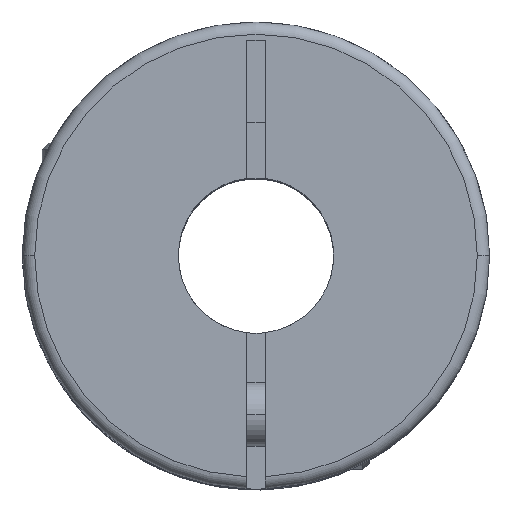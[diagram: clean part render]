
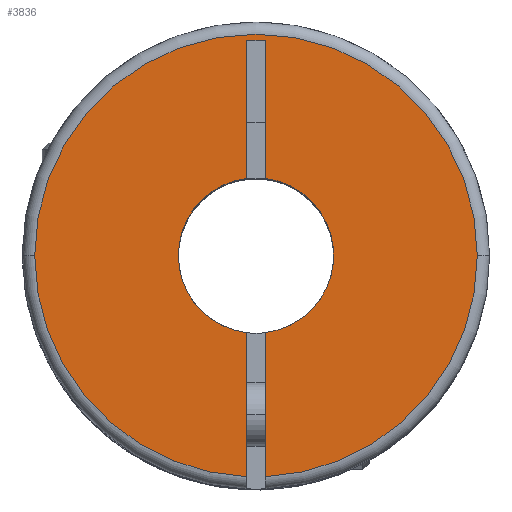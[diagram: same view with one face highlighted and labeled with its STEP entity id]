
A CAD part, top view. The second image highlights one B-rep face of the part: STEP entity #3836.
In plain terms, the highlighted planar face has unit normal (0, 0, 1).
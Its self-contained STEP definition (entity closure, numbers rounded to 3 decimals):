
#16 = ORIENTED_EDGE ( 'NONE', *, *, #1042, .F. ) ;
#30 = CARTESIAN_POINT ( 'NONE',  ( 0., 0., 0. ) ) ;
#127 = CIRCLE ( 'NONE', #3994, 9.05 ) ;
#150 = ORIENTED_EDGE ( 'NONE', *, *, #4146, .F. ) ;
#164 = ORIENTED_EDGE ( 'NONE', *, *, #822, .F. ) ;
#194 = LINE ( 'NONE', #4230, #204 ) ;
#204 = VECTOR ( 'NONE', #2581, 1000. ) ;
#223 = VERTEX_POINT ( 'NONE', #3354 ) ;
#267 = VECTOR ( 'NONE', #3770, 1000. ) ;
#272 = EDGE_CURVE ( 'NONE', #717, #223, #3305, .T. ) ;
#317 = CARTESIAN_POINT ( 'NONE',  ( 0., 0., 0. ) ) ;
#340 = DIRECTION ( 'NONE',  ( -1., 0., 0. ) ) ;
#402 = VERTEX_POINT ( 'NONE', #1417 ) ;
#595 = CARTESIAN_POINT ( 'NONE',  ( 0., 0., 0. ) ) ;
#603 = CARTESIAN_POINT ( 'NONE',  ( 0.375, -9.55, 0. ) ) ;
#656 = VERTEX_POINT ( 'NONE', #2343 ) ;
#676 = VECTOR ( 'NONE', #1281, 1000. ) ;
#716 = DIRECTION ( 'NONE',  ( 0., 0., -1. ) ) ;
#717 = VERTEX_POINT ( 'NONE', #4110 ) ;
#803 = CARTESIAN_POINT ( 'NONE',  ( 0., 0., 0. ) ) ;
#810 = DIRECTION ( 'NONE',  ( -1., 0., 0. ) ) ;
#818 = CARTESIAN_POINT ( 'NONE',  ( -0.375, -9.042, 0. ) ) ;
#822 = EDGE_CURVE ( 'NONE', #2263, #1777, #127, .T. ) ;
#905 = VECTOR ( 'NONE', #1691, 1000. ) ;
#980 = LINE ( 'NONE', #3660, #1305 ) ;
#1030 = ORIENTED_EDGE ( 'NONE', *, *, #2490, .T. ) ;
#1042 = EDGE_CURVE ( 'NONE', #2460, #2326, #980, .T. ) ;
#1226 = EDGE_CURVE ( 'NONE', #1777, #656, #2176, .T. ) ;
#1281 = DIRECTION ( 'NONE',  ( 0., 1., 0. ) ) ;
#1305 = VECTOR ( 'NONE', #2672, 1000. ) ;
#1328 = ORIENTED_EDGE ( 'NONE', *, *, #1226, .F. ) ;
#1381 = CARTESIAN_POINT ( 'NONE',  ( -0.375, 8.8, 0. ) ) ;
#1394 = EDGE_CURVE ( 'NONE', #656, #402, #3346, .T. ) ;
#1417 = CARTESIAN_POINT ( 'NONE',  ( 0.375, -9.042, 0. ) ) ;
#1509 = VERTEX_POINT ( 'NONE', #3512 ) ;
#1559 = CARTESIAN_POINT ( 'NONE',  ( 0.375, 8.8, 0. ) ) ;
#1586 = AXIS2_PLACEMENT_3D ( 'NONE', #317, #2349, #2398 ) ;
#1602 = AXIS2_PLACEMENT_3D ( 'NONE', #2423, #3768, #3441 ) ;
#1616 = DIRECTION ( 'NONE',  ( -1., 0., 0. ) ) ;
#1644 = CARTESIAN_POINT ( 'NONE',  ( -0.375, 3.153, 0. ) ) ;
#1671 = VERTEX_POINT ( 'NONE', #1559 ) ;
#1691 = DIRECTION ( 'NONE',  ( 0., -1., 0. ) ) ;
#1717 = EDGE_CURVE ( 'NONE', #1509, #1671, #3629, .T. ) ;
#1760 = ORIENTED_EDGE ( 'NONE', *, *, #272, .T. ) ;
#1777 = VERTEX_POINT ( 'NONE', #2042 ) ;
#1810 = ORIENTED_EDGE ( 'NONE', *, *, #4346, .F. ) ;
#1814 = CIRCLE ( 'NONE', #4262, 3.175 ) ;
#1816 = AXIS2_PLACEMENT_3D ( 'NONE', #3192, #2446, #810 ) ;
#1842 = CARTESIAN_POINT ( 'NONE',  ( 0.375, -9.55, 0. ) ) ;
#2001 = EDGE_LOOP ( 'NONE', ( #164, #1810, #1760, #1030, #16, #150, #3213, #3087, #3191, #2129, #1328 ) ) ;
#2015 = CIRCLE ( 'NONE', #1586, 3.175 ) ;
#2042 = CARTESIAN_POINT ( 'NONE',  ( -9.05, 0., 0. ) ) ;
#2129 = ORIENTED_EDGE ( 'NONE', *, *, #1394, .F. ) ;
#2134 = DIRECTION ( 'NONE',  ( 0., 0., -1. ) ) ;
#2176 = CIRCLE ( 'NONE', #1602, 9.05 ) ;
#2263 = VERTEX_POINT ( 'NONE', #818 ) ;
#2290 = PLANE ( 'NONE',  #2791 ) ;
#2326 = VERTEX_POINT ( 'NONE', #1644 ) ;
#2343 = CARTESIAN_POINT ( 'NONE',  ( 9.05, 0., 0. ) ) ;
#2349 = DIRECTION ( 'NONE',  ( 0., 0., -1. ) ) ;
#2398 = DIRECTION ( 'NONE',  ( -1., 0., 0. ) ) ;
#2423 = CARTESIAN_POINT ( 'NONE',  ( 0., 0., 0. ) ) ;
#2446 = DIRECTION ( 'NONE',  ( 0., 0., -1. ) ) ;
#2460 = VERTEX_POINT ( 'NONE', #4330 ) ;
#2464 = CARTESIAN_POINT ( 'NONE',  ( 0., 0., 0. ) ) ;
#2490 = EDGE_CURVE ( 'NONE', #223, #2326, #1814, .T. ) ;
#2548 = EDGE_CURVE ( 'NONE', #1509, #2834, #2015, .T. ) ;
#2581 = DIRECTION ( 'NONE',  ( -1., 0., 0. ) ) ;
#2612 = AXIS2_PLACEMENT_3D ( 'NONE', #595, #3283, #1616 ) ;
#2631 = FACE_OUTER_BOUND ( 'NONE', #2001, .T. ) ;
#2642 = CARTESIAN_POINT ( 'NONE',  ( 0.375, -3.153, 0. ) ) ;
#2672 = DIRECTION ( 'NONE',  ( 0., -1., 0. ) ) ;
#2791 = AXIS2_PLACEMENT_3D ( 'NONE', #803, #3618, #3830 ) ;
#2834 = VERTEX_POINT ( 'NONE', #2642 ) ;
#3012 = LINE ( 'NONE', #1381, #905 ) ;
#3087 = ORIENTED_EDGE ( 'NONE', *, *, #2548, .T. ) ;
#3118 = DIRECTION ( 'NONE',  ( -1., 0., 0. ) ) ;
#3191 = ORIENTED_EDGE ( 'NONE', *, *, #3959, .F. ) ;
#3192 = CARTESIAN_POINT ( 'NONE',  ( 0., 0., 0. ) ) ;
#3213 = ORIENTED_EDGE ( 'NONE', *, *, #1717, .F. ) ;
#3283 = DIRECTION ( 'NONE',  ( 0., 0., -1. ) ) ;
#3305 = CIRCLE ( 'NONE', #2612, 3.175 ) ;
#3346 = CIRCLE ( 'NONE', #1816, 9.05 ) ;
#3354 = CARTESIAN_POINT ( 'NONE',  ( -3.175, 0., 0. ) ) ;
#3441 = DIRECTION ( 'NONE',  ( -1., 0., 0. ) ) ;
#3512 = CARTESIAN_POINT ( 'NONE',  ( 0.375, 3.153, 0. ) ) ;
#3618 = DIRECTION ( 'NONE',  ( 0., 0., -1. ) ) ;
#3629 = LINE ( 'NONE', #603, #676 ) ;
#3660 = CARTESIAN_POINT ( 'NONE',  ( -0.375, 8.8, 0. ) ) ;
#3768 = DIRECTION ( 'NONE',  ( 0., 0., -1. ) ) ;
#3770 = DIRECTION ( 'NONE',  ( 0., 1., 0. ) ) ;
#3830 = DIRECTION ( 'NONE',  ( 0., -1., 0. ) ) ;
#3836 = ADVANCED_FACE ( 'NONE', ( #2631 ), #2290, .F. ) ;
#3959 = EDGE_CURVE ( 'NONE', #402, #2834, #4120, .T. ) ;
#3994 = AXIS2_PLACEMENT_3D ( 'NONE', #2464, #2134, #3118 ) ;
#4110 = CARTESIAN_POINT ( 'NONE',  ( -0.375, -3.153, 0. ) ) ;
#4120 = LINE ( 'NONE', #1842, #267 ) ;
#4146 = EDGE_CURVE ( 'NONE', #1671, #2460, #194, .T. ) ;
#4230 = CARTESIAN_POINT ( 'NONE',  ( 0.375, 8.8, 0. ) ) ;
#4262 = AXIS2_PLACEMENT_3D ( 'NONE', #30, #716, #340 ) ;
#4330 = CARTESIAN_POINT ( 'NONE',  ( -0.375, 8.8, 0. ) ) ;
#4346 = EDGE_CURVE ( 'NONE', #717, #2263, #3012, .T. ) ;
